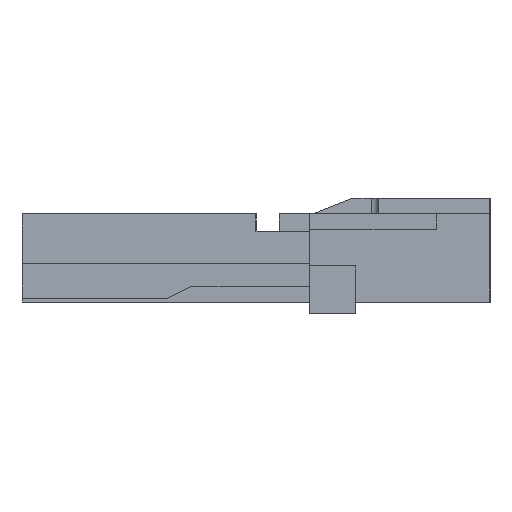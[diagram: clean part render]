
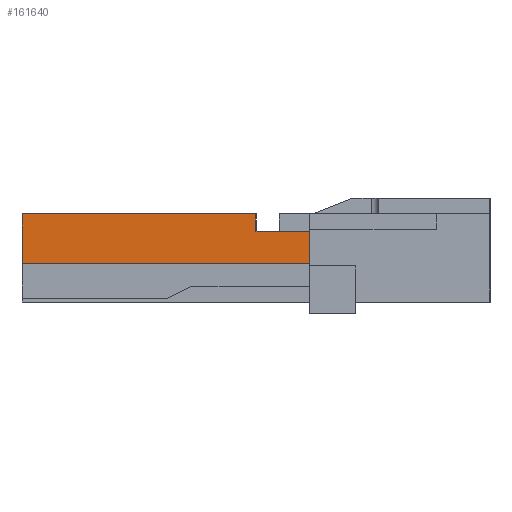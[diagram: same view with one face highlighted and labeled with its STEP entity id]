
A CAD part, left-side view. The second image highlights one B-rep face of the part: STEP entity #161640.
In plain terms, the highlighted planar face has unit normal (-1, 0, 0).
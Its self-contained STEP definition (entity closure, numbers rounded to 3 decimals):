
#8280=CARTESIAN_POINT('',(-3.014,0.415,0.5));
#8290=VERTEX_POINT('',#8280);
#8320=CARTESIAN_POINT('',(-3.014,0.415,0.));
#8330=DIRECTION('',(0.,0.,1.));
#8340=VECTOR('',#8330,1.);
#8350=LINE('',#8320,#8340);
#8360=CARTESIAN_POINT('',(-3.014,0.415,0.92));
#8370=VERTEX_POINT('',#8360);
#8380=EDGE_CURVE('',#8290,#8370,#8350,.T.);
#20850=CARTESIAN_POINT('',(-3.014,0.,1.15));
#20860=DIRECTION('',(0.,1.,0.));
#20870=VECTOR('',#20860,1.);
#20880=LINE('',#20850,#20870);
#20890=CARTESIAN_POINT('',(-3.014,1.115,1.15));
#20900=VERTEX_POINT('',#20890);
#20910=CARTESIAN_POINT('',(-3.014,4.165,1.15));
#20920=VERTEX_POINT('',#20910);
#20930=EDGE_CURVE('',#20900,#20920,#20880,.T.);
#141190=CARTESIAN_POINT('',(-3.014,4.165,0.5));
#141200=VERTEX_POINT('',#141190);
#141230=CARTESIAN_POINT('',(-3.014,0.,0.5));
#141240=DIRECTION('',(0.,-1.,0.));
#141250=VECTOR('',#141240,1.);
#141260=LINE('',#141230,#141250);
#141270=EDGE_CURVE('',#141200,#8290,#141260,.T.);
#148970=CARTESIAN_POINT('',(-3.014,4.165,0.));
#148980=DIRECTION('',(0.,0.,-1.));
#148990=VECTOR('',#148980,1.);
#149000=LINE('',#148970,#148990);
#149010=EDGE_CURVE('',#20920,#141200,#149000,.T.);
#151440=CARTESIAN_POINT('',(-3.014,1.115,0.92));
#151450=VERTEX_POINT('',#151440);
#151480=CARTESIAN_POINT('',(-3.014,1.115,0.92));
#151490=DIRECTION('',(0.,0.,1.));
#151500=VECTOR('',#151490,1.);
#151510=LINE('',#151480,#151500);
#151520=EDGE_CURVE('',#151450,#20900,#151510,.T.);
#161460=CARTESIAN_POINT('',(-3.014,0.365,1.15));
#161470=DIRECTION('',(1.,0.,0.));
#161480=DIRECTION('',(0.,1.,0.));
#161490=AXIS2_PLACEMENT_3D('',#161460,#161470,#161480);
#161500=PLANE('',#161490);
#161510=ORIENTED_EDGE('',*,*,#151520,.T.);
#161520=CARTESIAN_POINT('',(-3.014,0.,0.92));
#161530=DIRECTION('',(0.,-1.,0.));
#161540=VECTOR('',#161530,1.);
#161550=LINE('',#161520,#161540);
#161560=EDGE_CURVE('',#151450,#8370,#161550,.T.);
#161570=ORIENTED_EDGE('',*,*,#161560,.F.);
#161580=ORIENTED_EDGE('',*,*,#8380,.T.);
#161590=ORIENTED_EDGE('',*,*,#141270,.T.);
#161600=ORIENTED_EDGE('',*,*,#149010,.T.);
#161610=ORIENTED_EDGE('',*,*,#20930,.T.);
#161620=EDGE_LOOP('',(#161610,#161600,#161590,#161580,#161570,#161510));
#161630=FACE_OUTER_BOUND('',#161620,.T.);
#161640=ADVANCED_FACE('',(#161630),#161500,.F.);
